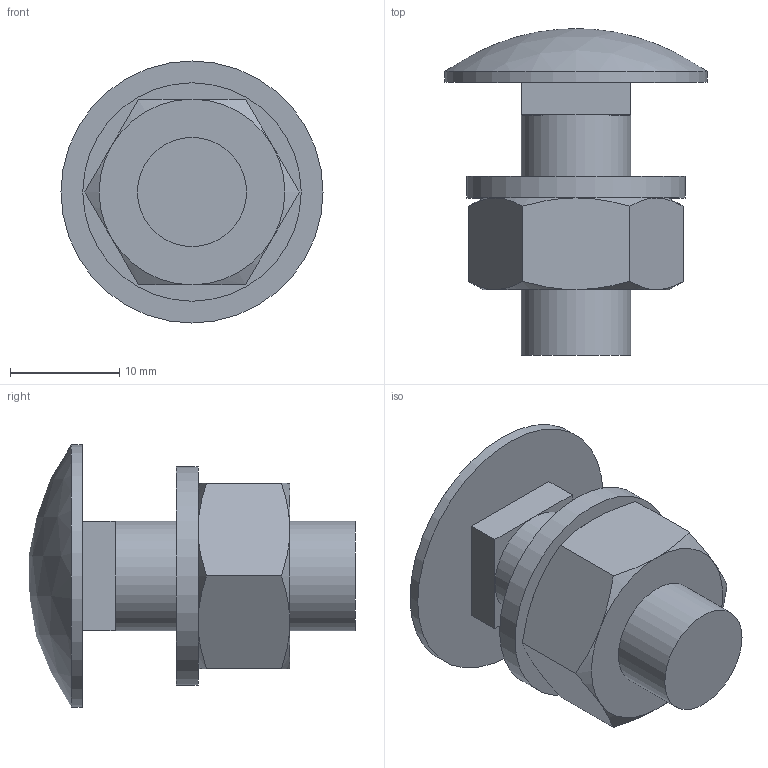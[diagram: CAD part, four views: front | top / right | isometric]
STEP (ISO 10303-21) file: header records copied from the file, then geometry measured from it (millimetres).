
FILE_DESCRIPTION (( 'STEP AP214' ), '1' );
FILE_NAME ('6407560.stp', '2021-10-28T08:43:22', ( '' ), ( '' ), 'SwSTEP 2.0', 'SolidWorks 2020', '' );
FILE_SCHEMA (( 'AUTOMOTIVE_DESIGN' ));
Length unit declared in the file: millimetre
Products named in the file (4): 6407560; 011645_Hexagon Nut ISO 4032 - M10 - D - C; 009181_M10x25-; BS001 10_Washer DIN 125 - A 10.5
Assembly tree (3 placements, depth 2):
  6407560
    009181_M10x25-
    BS001 10_Washer DIN 125 - A 10.5
    011645_Hexagon Nut ISO 4032 - M10 - D - C
Bounding box: 24 x 29.92 x 24 mm (x, y, z)
Volume: 5476.9 mm3; surface area: 3552.6 mm2
Topology: 3 solids, 3 shells, 41 faces, 83 edges, 49 vertices
Faces by surface type: plane 20, cone 14, cylinder 6, sphere 1
Full cylindrical faces by diameter (mm): 8.5 x1, 10 x2, 10.5 x1, 20 x1, 24 x1
Entity records: 1265 total; most frequent: CARTESIAN_POINT 305, DIRECTION 172, ORIENTED_EDGE 148, AXIS2_PLACEMENT_3D 75, EDGE_CURVE 74, EDGE_LOOP 54, VERTEX_POINT 48, FACE_OUTER_BOUND 47
